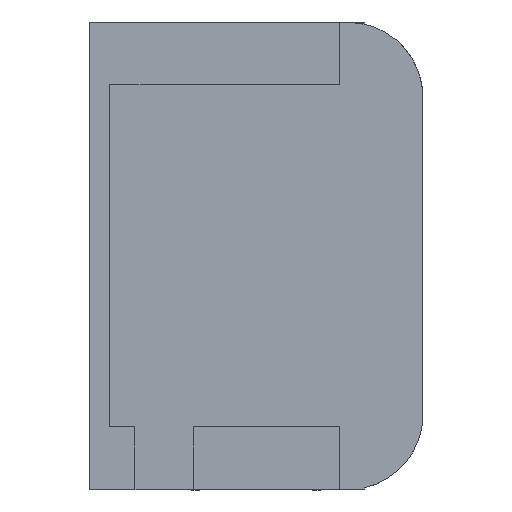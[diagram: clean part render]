
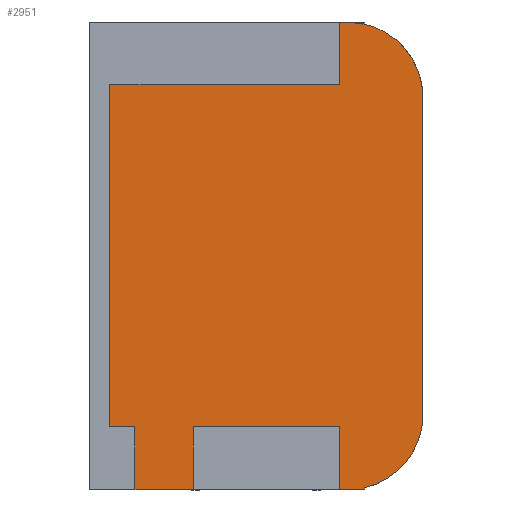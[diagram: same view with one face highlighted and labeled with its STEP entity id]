
A CAD part, top view. The second image highlights one B-rep face of the part: STEP entity #2951.
In plain terms, the highlighted planar face has unit normal (0, 0, 1).
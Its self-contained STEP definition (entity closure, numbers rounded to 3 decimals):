
#15=FACE_BOUND('',#341,.T.);
#31=PLANE('',#3140);
#182=FACE_OUTER_BOUND('',#340,.T.);
#340=EDGE_LOOP('',(#2405,#2406,#2407,#2408,#2409,#2410,#2411,#2412,#2413,
#2414,#2415,#2416));
#341=EDGE_LOOP('',(#2417,#2418,#2419,#2420));
#606=CIRCLE('',#3137,9.);
#608=CIRCLE('',#3141,9.);
#736=LINE('',#6237,#995);
#739=LINE('',#9772,#998);
#742=LINE('',#9779,#1001);
#743=LINE('',#9781,#1002);
#744=LINE('',#9784,#1003);
#745=LINE('',#9786,#1004);
#746=LINE('',#9788,#1005);
#747=LINE('',#9790,#1006);
#748=LINE('',#9792,#1007);
#749=LINE('',#9793,#1008);
#750=LINE('',#9796,#1009);
#751=LINE('',#9798,#1010);
#752=LINE('',#9800,#1011);
#753=LINE('',#9801,#1012);
#995=VECTOR('',#3528,10.);
#998=VECTOR('',#3549,10.);
#1001=VECTOR('',#3554,10.);
#1002=VECTOR('',#3555,10.);
#1003=VECTOR('',#3558,10.);
#1004=VECTOR('',#3559,10.);
#1005=VECTOR('',#3560,10.);
#1006=VECTOR('',#3561,10.);
#1007=VECTOR('',#3562,10.);
#1008=VECTOR('',#3563,10.);
#1009=VECTOR('',#3564,10.);
#1010=VECTOR('',#3565,10.);
#1011=VECTOR('',#3566,10.);
#1012=VECTOR('',#3567,10.);
#1355=VERTEX_POINT('',#6234);
#1356=VERTEX_POINT('',#6236);
#1357=VERTEX_POINT('',#9765);
#1359=VERTEX_POINT('',#9771);
#1361=VERTEX_POINT('',#9777);
#1362=VERTEX_POINT('',#9778);
#1363=VERTEX_POINT('',#9780);
#1364=VERTEX_POINT('',#9783);
#1365=VERTEX_POINT('',#9785);
#1366=VERTEX_POINT('',#9787);
#1367=VERTEX_POINT('',#9789);
#1368=VERTEX_POINT('',#9791);
#1369=VERTEX_POINT('',#9794);
#1370=VERTEX_POINT('',#9795);
#1371=VERTEX_POINT('',#9797);
#1372=VERTEX_POINT('',#9799);
#1709=EDGE_CURVE('',#1355,#1356,#736,.F.);
#1744=EDGE_CURVE('',#1356,#1357,#606,.T.);
#1747=EDGE_CURVE('',#1357,#1359,#739,.T.);
#1750=EDGE_CURVE('',#1361,#1362,#742,.T.);
#1751=EDGE_CURVE('',#1363,#1361,#743,.T.);
#1752=EDGE_CURVE('',#1359,#1363,#608,.T.);
#1753=EDGE_CURVE('',#1355,#1364,#744,.T.);
#1754=EDGE_CURVE('',#1364,#1365,#745,.T.);
#1755=EDGE_CURVE('',#1365,#1366,#746,.T.);
#1756=EDGE_CURVE('',#1366,#1367,#747,.T.);
#1757=EDGE_CURVE('',#1367,#1368,#748,.T.);
#1758=EDGE_CURVE('',#1362,#1368,#749,.T.);
#1759=EDGE_CURVE('',#1369,#1370,#750,.T.);
#1760=EDGE_CURVE('',#1370,#1371,#751,.T.);
#1761=EDGE_CURVE('',#1371,#1372,#752,.T.);
#1762=EDGE_CURVE('',#1372,#1369,#753,.T.);
#2405=ORIENTED_EDGE('',*,*,#1750,.F.);
#2406=ORIENTED_EDGE('',*,*,#1751,.F.);
#2407=ORIENTED_EDGE('',*,*,#1752,.F.);
#2408=ORIENTED_EDGE('',*,*,#1747,.F.);
#2409=ORIENTED_EDGE('',*,*,#1744,.F.);
#2410=ORIENTED_EDGE('',*,*,#1709,.F.);
#2411=ORIENTED_EDGE('',*,*,#1753,.T.);
#2412=ORIENTED_EDGE('',*,*,#1754,.T.);
#2413=ORIENTED_EDGE('',*,*,#1755,.T.);
#2414=ORIENTED_EDGE('',*,*,#1756,.T.);
#2415=ORIENTED_EDGE('',*,*,#1757,.T.);
#2416=ORIENTED_EDGE('',*,*,#1758,.F.);
#2417=ORIENTED_EDGE('',*,*,#1759,.T.);
#2418=ORIENTED_EDGE('',*,*,#1760,.T.);
#2419=ORIENTED_EDGE('',*,*,#1761,.T.);
#2420=ORIENTED_EDGE('',*,*,#1762,.T.);
#2951=ADVANCED_FACE('',(#182,#15),#31,.T.);
#3137=AXIS2_PLACEMENT_3D('',#9766,#3542,#3543);
#3140=AXIS2_PLACEMENT_3D('',#9776,#3552,#3553);
#3141=AXIS2_PLACEMENT_3D('',#9782,#3556,#3557);
#3528=DIRECTION('',(-1.,0.,0.));
#3542=DIRECTION('center_axis',(0.,0.,-1.));
#3543=DIRECTION('ref_axis',(0.707,0.707,0.));
#3549=DIRECTION('',(0.,-1.,0.));
#3552=DIRECTION('center_axis',(0.,0.,1.));
#3553=DIRECTION('ref_axis',(-1.,0.,0.));
#3554=DIRECTION('',(-1.,0.,0.));
#3555=DIRECTION('',(0.,-1.,0.));
#3556=DIRECTION('center_axis',(0.,0.,-1.));
#3557=DIRECTION('ref_axis',(0.707,-0.707,0.));
#3558=DIRECTION('',(0.,-1.,0.));
#3559=DIRECTION('',(-1.,0.,0.));
#3560=DIRECTION('',(0.,-1.,0.));
#3561=DIRECTION('',(1.,0.,0.));
#3562=DIRECTION('',(0.,-1.,0.));
#3563=DIRECTION('',(-1.,0.,0.));
#3564=DIRECTION('',(-1.,0.,0.));
#3565=DIRECTION('',(0.,1.,0.));
#3566=DIRECTION('',(1.,0.,0.));
#3567=DIRECTION('',(0.,-1.,0.));
#6234=CARTESIAN_POINT('',(10.,-246.,64.));
#6236=CARTESIAN_POINT('',(11.,-246.,64.));
#6237=CARTESIAN_POINT('',(5.5,-246.,64.));
#9765=CARTESIAN_POINT('',(20.,-255.,64.));
#9766=CARTESIAN_POINT('Origin',(11.,-255.,64.));
#9771=CARTESIAN_POINT('',(20.,-293.,64.));
#9772=CARTESIAN_POINT('',(20.,-250.,64.));
#9776=CARTESIAN_POINT('Origin',(11.,-250.,64.));
#9777=CARTESIAN_POINT('',(13.,-302.,64.));
#9778=CARTESIAN_POINT('',(-13.,-302.,64.));
#9779=CARTESIAN_POINT('',(5.5,-302.,64.));
#9780=CARTESIAN_POINT('',(13.,-301.775,64.));
#9781=CARTESIAN_POINT('',(13.,-250.,64.));
#9782=CARTESIAN_POINT('Origin',(11.,-293.,64.));
#9783=CARTESIAN_POINT('',(10.,-253.5,64.));
#9784=CARTESIAN_POINT('',(10.,-251.75,64.));
#9785=CARTESIAN_POINT('',(-17.5,-253.5,64.));
#9786=CARTESIAN_POINT('',(-3.25,-253.5,64.));
#9787=CARTESIAN_POINT('',(-17.5,-294.5,64.));
#9788=CARTESIAN_POINT('',(-17.5,-272.25,64.));
#9789=CARTESIAN_POINT('',(-14.5,-294.5,64.));
#9790=CARTESIAN_POINT('',(-1.75,-294.5,64.));
#9791=CARTESIAN_POINT('',(-14.5,-302.,64.));
#9792=CARTESIAN_POINT('',(-14.5,-276.,64.));
#9793=CARTESIAN_POINT('',(0.,-302.,64.));
#9794=CARTESIAN_POINT('',(10.,-302.,64.));
#9795=CARTESIAN_POINT('',(-7.5,-302.,64.));
#9796=CARTESIAN_POINT('',(0.75,-302.,64.));
#9797=CARTESIAN_POINT('',(-7.5,-294.5,64.));
#9798=CARTESIAN_POINT('',(-7.5,-272.25,64.));
#9799=CARTESIAN_POINT('',(10.,-294.5,64.));
#9800=CARTESIAN_POINT('',(10.5,-294.5,64.));
#9801=CARTESIAN_POINT('',(10.,-276.,64.));
